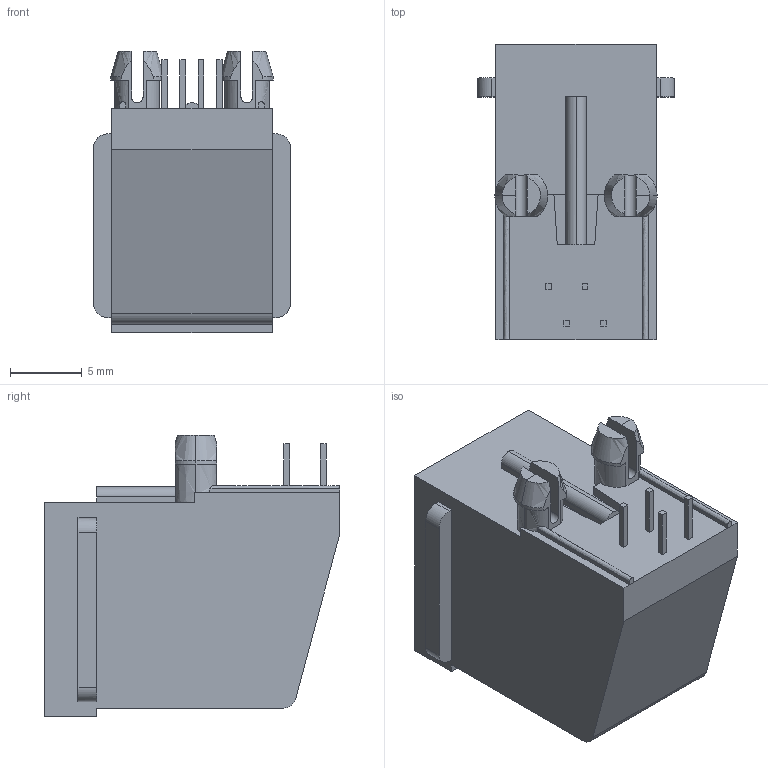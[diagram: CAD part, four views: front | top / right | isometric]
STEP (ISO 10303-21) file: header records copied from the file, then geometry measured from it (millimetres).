
FILE_DESCRIPTION(('STEP AP242'),'1');
FILE_NAME('xb-x36akiwa1db1006.stp','2024-06-27T11:56:24',('TraceParts'),('TraceParts S.A.'),'Spatial InterOp 3D',' ',' ');
FILE_SCHEMA(('AP242_MANAGED_MODEL_BASED_3D_ENGINEERING_MIM_LF {1 0 10303 442 1 1 4}'));
Length unit declared in the file: millimetre
Products named in the file (1): xb-x36akiwa1db1006_1
Bounding box: 13.72 x 20.6 x 19.61 mm (x, y, z)
Volume: 2233.8 mm3; surface area: 2139 mm2
Topology: 5 solids, 5 shells, 332 faces, 872 edges, 576 vertices
Faces by surface type: bspline 201, plane 131
Entity records: 11516 total; most frequent: CARTESIAN_POINT 5706, ORIENTED_EDGE 1744, EDGE_CURVE 872, B_SPLINE_CURVE_WITH_KNOTS 798, VERTEX_POINT 576, EDGE_LOOP 358, ADVANCED_FACE 332, FACE_OUTER_BOUND 332
